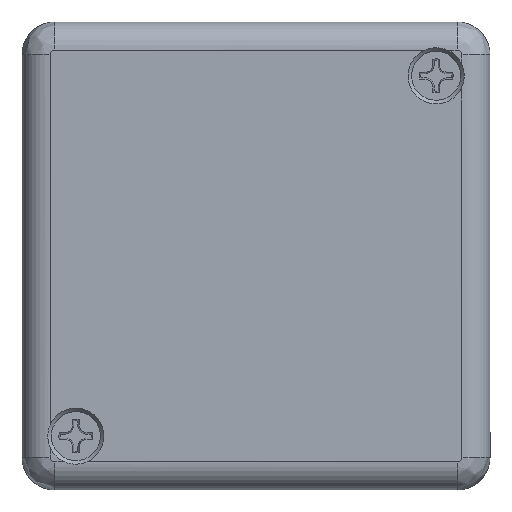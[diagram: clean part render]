
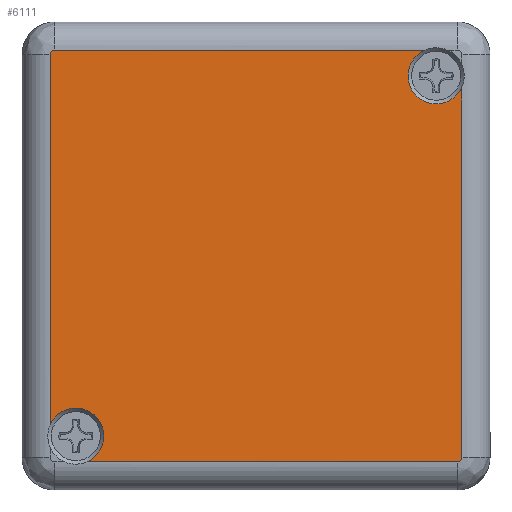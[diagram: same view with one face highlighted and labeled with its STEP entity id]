
A CAD part, top view. The second image highlights one B-rep face of the part: STEP entity #6111.
In plain terms, the highlighted face is planar.
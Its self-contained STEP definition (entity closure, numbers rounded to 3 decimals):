
#221=CIRCLE('',#6418,3.);
#226=CIRCLE('',#6425,3.);
#283=CIRCLE('',#6526,0.5);
#285=CIRCLE('',#6529,0.5);
#737=FACE_OUTER_BOUND('',#1128,.T.);
#1128=EDGE_LOOP('',(#5389,#5390,#5391,#5392,#5393,#5394,#5395,#5396));
#1746=LINE('',#11150,#2291);
#1747=LINE('',#11153,#2292);
#1794=LINE('',#11376,#2339);
#1795=LINE('',#11401,#2340);
#2291=VECTOR('',#7577,39.551);
#2292=VECTOR('',#7580,39.551);
#2339=VECTOR('',#7819,39.551);
#2340=VECTOR('',#7830,39.551);
#2842=VERTEX_POINT('',#11088);
#2844=VERTEX_POINT('',#11098);
#2849=VERTEX_POINT('',#11117);
#2851=VERTEX_POINT('',#11128);
#2856=VERTEX_POINT('',#11148);
#2857=VERTEX_POINT('',#11152);
#2919=VERTEX_POINT('',#11375);
#2920=VERTEX_POINT('',#11387);
#3638=EDGE_CURVE('',#2844,#2842,#221,.T.);
#3646=EDGE_CURVE('',#2849,#2851,#226,.T.);
#3652=EDGE_CURVE('',#2856,#2842,#1746,.T.);
#3653=EDGE_CURVE('',#2849,#2857,#1747,.T.);
#3753=EDGE_CURVE('',#2857,#2856,#283,.T.);
#3754=EDGE_CURVE('',#2844,#2919,#1794,.T.);
#3756=EDGE_CURVE('',#2919,#2920,#285,.T.);
#3759=EDGE_CURVE('',#2920,#2851,#1795,.T.);
#5389=ORIENTED_EDGE('',*,*,#3638,.T.);
#5390=ORIENTED_EDGE('',*,*,#3652,.F.);
#5391=ORIENTED_EDGE('',*,*,#3753,.F.);
#5392=ORIENTED_EDGE('',*,*,#3653,.F.);
#5393=ORIENTED_EDGE('',*,*,#3646,.T.);
#5394=ORIENTED_EDGE('',*,*,#3759,.F.);
#5395=ORIENTED_EDGE('',*,*,#3756,.F.);
#5396=ORIENTED_EDGE('',*,*,#3754,.F.);
#5779=PLANE('',#6533);
#6111=ADVANCED_FACE('',(#737),#5779,.F.);
#6418=AXIS2_PLACEMENT_3D('',#11099,#7549,#7550);
#6425=AXIS2_PLACEMENT_3D('',#11137,#7563,#7564);
#6526=AXIS2_PLACEMENT_3D('',#11373,#7815,#7816);
#6529=AXIS2_PLACEMENT_3D('',#11388,#7822,#7823);
#6533=AXIS2_PLACEMENT_3D('',#11402,#7831,#7832);
#7549=DIRECTION('center_axis',(0.,0.,1.));
#7550=DIRECTION('ref_axis',(-1.,0.,0.));
#7563=DIRECTION('center_axis',(0.,0.,1.));
#7564=DIRECTION('ref_axis',(-1.,0.,0.));
#7577=DIRECTION('',(1.,0.,0.));
#7580=DIRECTION('',(0.,-1.,0.));
#7815=DIRECTION('center_axis',(0.,0.,1.));
#7816=DIRECTION('ref_axis',(-0.707,-0.707,0.));
#7819=DIRECTION('',(0.,1.,0.));
#7822=DIRECTION('center_axis',(0.,0.,1.));
#7823=DIRECTION('ref_axis',(0.707,0.707,0.));
#7830=DIRECTION('',(-1.,0.,0.));
#7831=DIRECTION('center_axis',(0.,0.,1.));
#7832=DIRECTION('ref_axis',(1.,0.,0.));
#11088=CARTESIAN_POINT('',(14.034,-25.717,0.));
#11098=CARTESIAN_POINT('',(17.983,-21.768,0.));
#11099=CARTESIAN_POINT('Origin',(15.233,-22.967,0.));
#11117=CARTESIAN_POINT('',(-26.017,14.334,0.));
#11128=CARTESIAN_POINT('',(-22.068,18.283,0.));
#11137=CARTESIAN_POINT('Origin',(-23.267,15.533,0.));
#11148=CARTESIAN_POINT('',(-25.517,-25.717,0.));
#11150=CARTESIAN_POINT('',(8.483,-25.717,0.));
#11152=CARTESIAN_POINT('',(-26.017,-25.217,0.));
#11153=CARTESIAN_POINT('',(-26.017,-16.217,0.));
#11373=CARTESIAN_POINT('Origin',(-25.517,-25.217,0.));
#11375=CARTESIAN_POINT('',(17.983,17.783,0.));
#11376=CARTESIAN_POINT('',(17.983,8.783,0.));
#11387=CARTESIAN_POINT('',(17.483,18.283,0.));
#11388=CARTESIAN_POINT('Origin',(17.483,17.783,0.));
#11401=CARTESIAN_POINT('',(-16.517,18.283,0.));
#11402=CARTESIAN_POINT('Origin',(-4.017,-3.717,0.));
